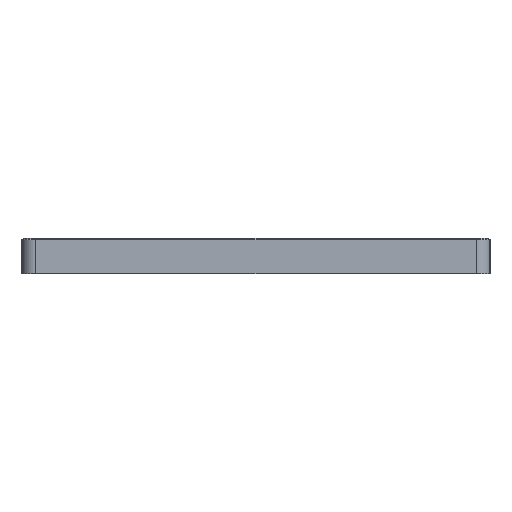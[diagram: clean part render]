
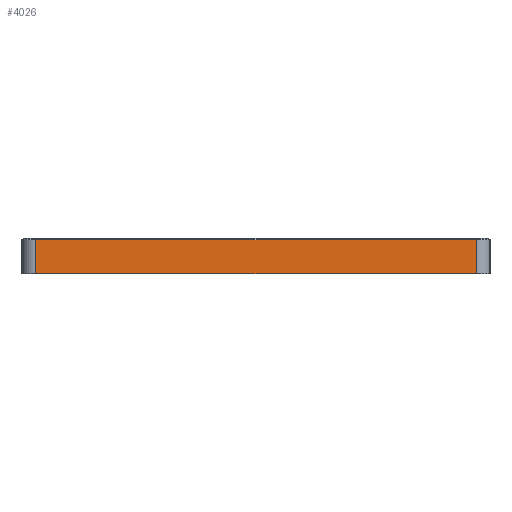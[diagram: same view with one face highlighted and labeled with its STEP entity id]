
A CAD part, left-side view. The second image highlights one B-rep face of the part: STEP entity #4026.
In plain terms, the highlighted planar face has unit normal (-1, 0, 0).
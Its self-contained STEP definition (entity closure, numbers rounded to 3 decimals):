
#420=FACE_OUTER_BOUND('',#669,.T.);
#669=EDGE_LOOP('',(#2899,#2900,#2901,#2902));
#970=LINE('',#6316,#1368);
#977=LINE('',#6337,#1375);
#979=LINE('',#6343,#1377);
#980=LINE('',#6344,#1378);
#1368=VECTOR('',#5000,10.);
#1375=VECTOR('',#5025,10.);
#1377=VECTOR('',#5031,10.);
#1378=VECTOR('',#5032,10.);
#1804=VERTEX_POINT('',#6310);
#1805=VERTEX_POINT('',#6314);
#1810=VERTEX_POINT('',#6336);
#1812=VERTEX_POINT('',#6342);
#2211=EDGE_CURVE('',#1804,#1805,#970,.T.);
#2221=EDGE_CURVE('',#1805,#1810,#977,.T.);
#2224=EDGE_CURVE('',#1812,#1804,#979,.T.);
#2225=EDGE_CURVE('',#1810,#1812,#980,.T.);
#2899=ORIENTED_EDGE('',*,*,#2211,.F.);
#2900=ORIENTED_EDGE('',*,*,#2224,.F.);
#2901=ORIENTED_EDGE('',*,*,#2225,.F.);
#2902=ORIENTED_EDGE('',*,*,#2221,.F.);
#3887=PLANE('',#4355);
#4026=ADVANCED_FACE('',(#420),#3887,.T.);
#4355=AXIS2_PLACEMENT_3D('',#6341,#5029,#5030);
#5000=DIRECTION('',(0.,-1.,0.));
#5025=DIRECTION('',(0.,0.,-1.));
#5029=DIRECTION('center_axis',(-1.,0.,0.));
#5030=DIRECTION('ref_axis',(0.,1.,0.));
#5031=DIRECTION('',(0.,0.,1.));
#5032=DIRECTION('',(0.,1.,0.));
#6310=CARTESIAN_POINT('',(25.369,-27.837,13.1));
#6314=CARTESIAN_POINT('',(25.369,-155.4,13.1));
#6316=CARTESIAN_POINT('',(25.369,-126.384,13.1));
#6336=CARTESIAN_POINT('',(25.369,-155.4,3.2));
#6337=CARTESIAN_POINT('',(25.369,-155.4,6.6));
#6341=CARTESIAN_POINT('Origin',(25.369,-162.4,6.6));
#6342=CARTESIAN_POINT('',(25.369,-27.837,3.2));
#6343=CARTESIAN_POINT('',(25.369,-27.837,5.465));
#6344=CARTESIAN_POINT('',(25.369,-126.384,3.2));
